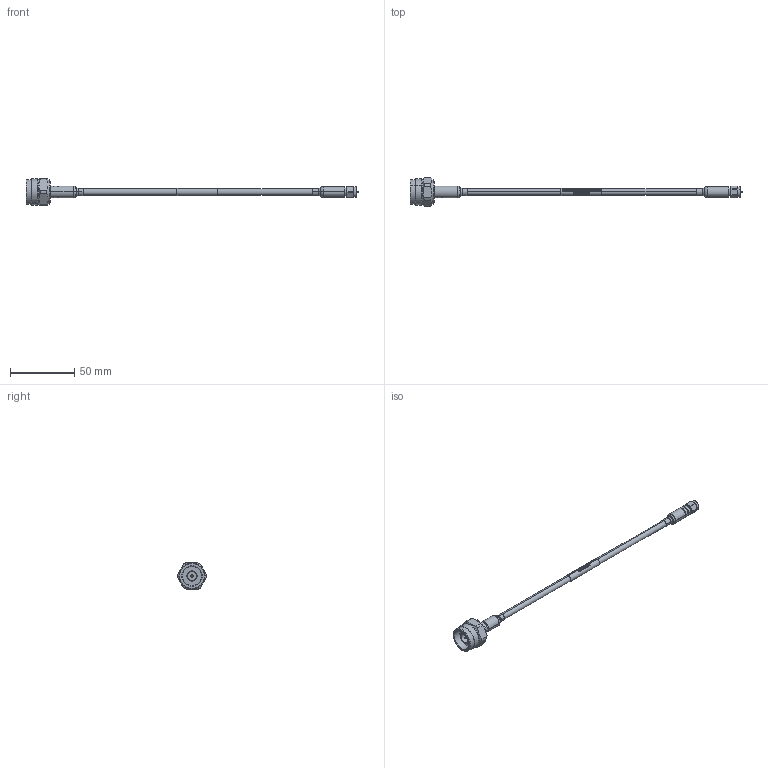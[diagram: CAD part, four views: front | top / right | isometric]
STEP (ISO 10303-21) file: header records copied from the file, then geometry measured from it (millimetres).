
FILE_DESCRIPTION (( 'STEP AP214' ), '1' );
FILE_NAME ('FMCA100220-0001_3D.step', '2024-10-30T17:01:38', ( '' ), ( '' ), 'SwSTEP 2.0', 'SolidWorks 2022', '' );
FILE_SCHEMA (( 'AUTOMOTIVE_DESIGN' ));
Length unit declared in the file: inch
Products named in the file (12): TC-200-SM-SS-X_body; FMCA100220-0001_3D; TC-200-SM-SS-X_insulator; TC-200-SM-SS-X_ferrule; TC-200-SM-SS-X; LMR-200-UF^FMCA100220-0001_FM; Heat Shrink^FMCA100220-0001_Config 1; Copy of TC-200-NMH-X_body^TC-200-NMH-X_FMCA100220-0001; Heat Shrink^FMCA100220-0001; TC-200-NMH-X^FMCA100220-0001; TC-200-SM-SS-X_c-contact; Copy of TC-200-NMH-X_ferrule^TC-200-NMH-X_FMCA100220-0001
Assembly tree (11 placements, depth 3):
  FMCA100220-0001_3D
    LMR-200-UF^FMCA100220-0001_FM
    TC-200-SM-SS-X
      TC-200-SM-SS-X_body
      TC-200-SM-SS-X_c-contact
      TC-200-SM-SS-X_insulator
      TC-200-SM-SS-X_ferrule
    TC-200-NMH-X^FMCA100220-0001
      Copy of TC-200-NMH-X_body^TC-200-NMH-X_FMCA100220-0001
      Copy of TC-200-NMH-X_ferrule^TC-200-NMH-X_FMCA100220-0001
    Heat Shrink^FMCA100220-0001_Config 1
    Heat Shrink^FMCA100220-0001
Bounding box: 258.26 x 22.59 x 20.64 mm (x, y, z)
Volume: 10424.8 mm3; surface area: 11888.1 mm2
Topology: 9 solids, 9 shells, 800 faces, 1994 edges, 1276 vertices
Faces by surface type: bspline 268, plane 240, cylinder 162, cone 108, torus 20, sphere 2
Entity records: 31622 total; most frequent: CARTESIAN_POINT 14134, ORIENTED_EDGE 3984, DIRECTION 2632, EDGE_CURVE 1992, VERTEX_POINT 1276, AXIS2_PLACEMENT_3D 1012, B_SPLINE_CURVE_WITH_KNOTS 920, EDGE_LOOP 878
